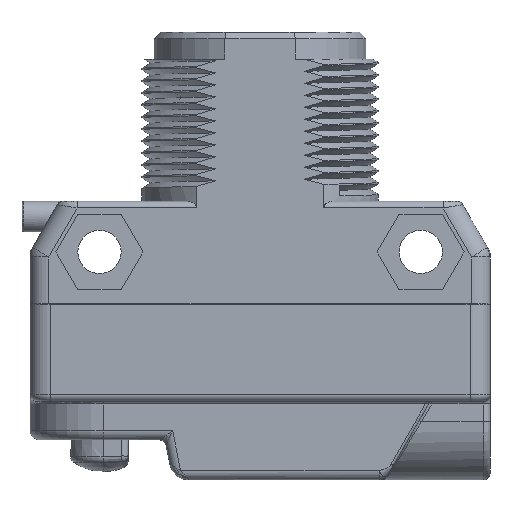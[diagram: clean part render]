
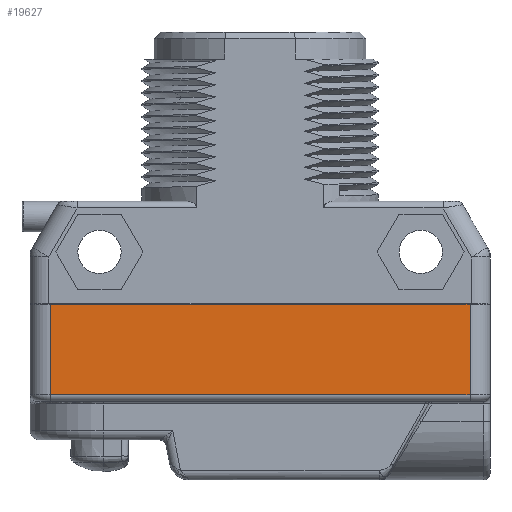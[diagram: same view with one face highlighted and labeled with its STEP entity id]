
A CAD part, left-side view. The second image highlights one B-rep face of the part: STEP entity #19627.
In plain terms, the highlighted planar face has unit normal (-1, 0, 0).
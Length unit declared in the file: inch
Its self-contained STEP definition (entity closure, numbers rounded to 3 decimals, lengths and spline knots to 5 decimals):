
#4556=DIRECTION('',(0.,1.,0.));
#4557=VECTOR('',#4556,1.24016);
#4558=CARTESIAN_POINT('',(-0.29528,-0.62008,
-0.0002));
#4559=LINE('',#4558,#4557);
#4605=DIRECTION('',(0.,0.,1.));
#4606=VECTOR('',#4605,0.26772);
#4607=CARTESIAN_POINT('',(-0.29528,0.62008,
-0.26791));
#4608=LINE('',#4607,#4606);
#4930=DIRECTION('',(0.,1.,0.));
#4931=VECTOR('',#4930,1.24016);
#4932=CARTESIAN_POINT('',(-0.29528,-0.62008,
-0.26791));
#4933=LINE('',#4932,#4931);
#4939=DIRECTION('',(0.,0.,-1.));
#4940=VECTOR('',#4939,0.26772);
#4941=CARTESIAN_POINT('',(-0.29528,-0.62008,
-0.0002));
#4942=LINE('',#4941,#4940);
#12670=CARTESIAN_POINT('',(-0.29528,0.62008,
-0.0002));
#12672=VERTEX_POINT('',#12670);
#12677=CARTESIAN_POINT('',(-0.29528,-0.62008,
-0.0002));
#12678=VERTEX_POINT('',#12677);
#13065=CARTESIAN_POINT('',(-0.29528,0.62008,
-0.26791));
#13066=VERTEX_POINT('',#13065);
#13069=CARTESIAN_POINT('',(-0.29528,-0.62008,
-0.26791));
#13070=VERTEX_POINT('',#13069);
#19615=CARTESIAN_POINT('',(-0.29528,-0.67913,
-0.51988));
#19616=DIRECTION('',(-1.,0.,0.));
#19617=DIRECTION('',(0.,0.,1.));
#19618=AXIS2_PLACEMENT_3D('',#19615,#19616,#19617);
#19619=PLANE('',#19618);
#19620=ORIENTED_EDGE('',*,*,#19609,.T.);
#19621=ORIENTED_EDGE('',*,*,#19006,.T.);
#19622=ORIENTED_EDGE('',*,*,#18974,.F.);
#19624=ORIENTED_EDGE('',*,*,#19623,.T.);
#19625=EDGE_LOOP('',(#19620,#19621,#19622,#19624));
#19626=FACE_OUTER_BOUND('',#19625,.F.);
#19627=ADVANCED_FACE('',(#19626),#19619,.T.);
#18974=EDGE_CURVE('',#12678,#12672,#4559,.T.);
#19006=EDGE_CURVE('',#13066,#12672,#4608,.T.);
#19609=EDGE_CURVE('',#13070,#13066,#4933,.T.);
#19623=EDGE_CURVE('',#12678,#13070,#4942,.T.);
